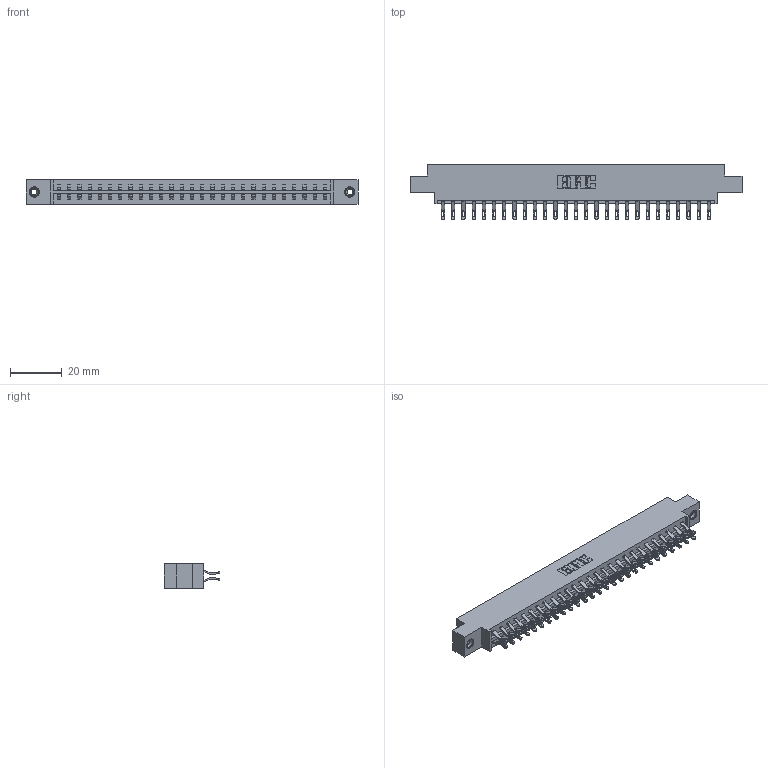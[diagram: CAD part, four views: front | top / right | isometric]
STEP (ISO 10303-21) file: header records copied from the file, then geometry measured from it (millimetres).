
FILE_DESCRIPTION (( 'STEP AP203' ), '1' );
FILE_NAME ('333-054-555-808.STEP', '2018-08-04T04:07:00', ( '' ), ( '' ), 'SwSTEP 2.0', 'SolidWorks 2016', '' );
FILE_SCHEMA (( 'CONFIG_CONTROL_DESIGN' ));
Length unit declared in the file: inch
Products named in the file (4): 333 Part_Offset - .156 Dia - TI; 345-292-001_555 Tail; 345-250-001_345-250-003-102; 333-054-555-808
Assembly tree (57 placements, depth 2):
  333-054-555-808
    333 Part_Offset - .156 Dia - TI
    345-292-001_555 Tail  x54
    345-250-001_345-250-003-102  x2
Bounding box: 128.52 x 21.47 x 9.4 mm (x, y, z)
Volume: 12903.6 mm3; surface area: 15922.4 mm2
Topology: 57 solids, 57 shells, 3310 faces, 10341 edges, 6886 vertices
Faces by surface type: plane 1942, cylinder 1352, cone 12, torus 4
Entity records: 20954 total; most frequent: CARTESIAN_POINT 3511, ORIENTED_EDGE 3410, DIRECTION 3027, EDGE_CURVE 1705, VECTOR 1537, LINE 1537, VERTEX_POINT 1132, AXIS2_PLACEMENT_3D 745
